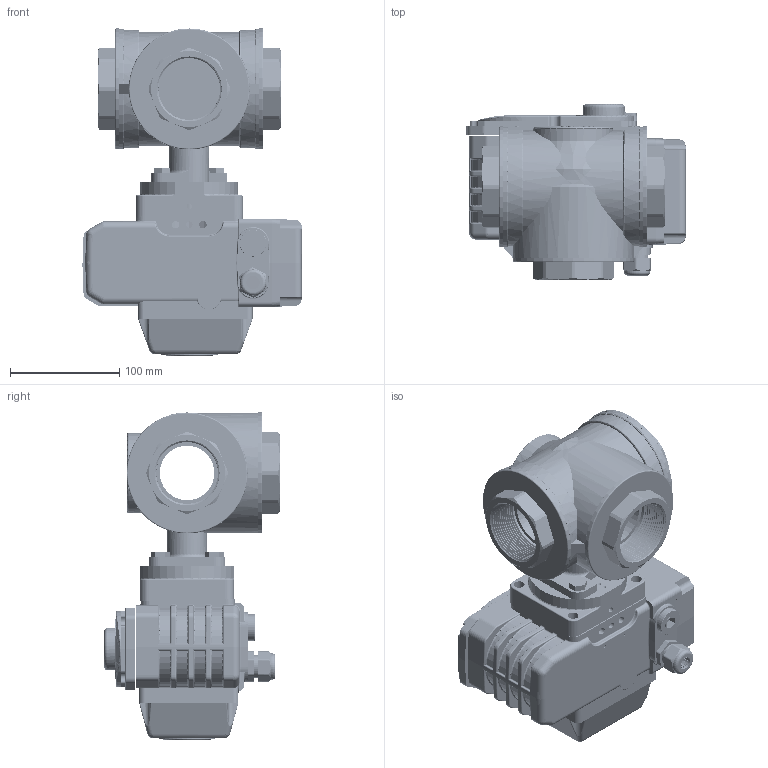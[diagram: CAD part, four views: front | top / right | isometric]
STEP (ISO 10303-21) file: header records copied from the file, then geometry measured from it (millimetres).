
FILE_DESCRIPTION(/* description */ ('Unknown'),/* implementation_level */ '2;1');
FILE_NAME(/* name */ 'AE09_AE10 0837_0838-09',/* time_stamp */ '2023-07-18T13:07:55+02:00',/* author */ ('Unknown'),/* organization */ ('Unknown'),/* preprocessor_version */ 'ST-DEVELOPER v18.102',/* originating_system */ 'Solid Edge',/* authorisation */ 'Unknown');
FILE_SCHEMA (('AUTOMOTIVE_DESIGN {1 0 10303 214 3 1 1}'));
Length unit declared in the file: millimetre
Products named in the file (52): AE100_103-2.330_335.050; 2.330_335.050; 351-09-002; 351-09-005; 351-09-001; M8x20; AE09_AE10_(AE100_103); 癹弇羲壽; 萇蚾裔蝶菜; S倰眊极蜊婖2016-5-25; NQ10-034 梓僅啣; 盄坶1; 癹弇羲壽_0; 秶郘裔蝶菜2015蜊輛; S倰薊粣ん; 癹弇羲壽_1; NQ10-035 噩え; S型驱动盖20190829; NQ10-033 硌渀; 盄坶2; 癹弇羲壽_2; 萇蚾裔; S型电动执行机构直装平视20190830; S倰眊极蜊婖2016-5-25_0; 驱动盖组件; S型驱动盖20190829_0; 驱动盖胶垫; 萇蚾窒璃; 癹弇羲壽_3; 癹弇羲壽笢潔輸; NQ10-034 梓僅啣_0; NQ10-033 硌渀_0; 秶郘裔郪璃; S倰秶郘裔 蜊; 秶郘裔蝶菜2015蜊輛_0; 萇蚾裔窒璃; 萇蚾裔_0; 萇蚾裔蝶菜_0; NQ10-035 噩え_0; NQ10-037 忒雄紱釬諳裔 ...
Assembly tree (58 placements, depth 5):
  AE100_103-2.330_335.050
    2.330_335.050
      351-09-002  x3
      351-09-005
      351-09-001
    M8x20  x3
    AE09_AE10_(AE100_103)
      癹弇羲壽
      萇蚾裔蝶菜
      S倰眊极蜊婖2016-5-25
      NQ10-034 梓僅啣
      盄坶1
      癹弇羲壽_0
      秶郘裔蝶菜2015蜊輛
      S倰薊粣ん
      癹弇羲壽_1
      NQ10-035 噩え
      S型驱动盖20190829
      NQ10-033 硌渀
      盄坶2
      癹弇羲壽_2
      萇蚾裔
      S型电动执行机构直装平视20190830
        S倰眊极蜊婖2016-5-25_0
        驱动盖组件
          S型驱动盖20190829_0
          驱动盖胶垫
        萇蚾窒璃
          癹弇羲壽_3  x4
          癹弇羲壽笢潔輸
        NQ10-034 梓僅啣_0
        NQ10-033 硌渀_0
        秶郘裔郪璃
          S倰秶郘裔 蜊
          秶郘裔蝶菜2015蜊輛_0
        萇蚾裔窒璃
          萇蚾裔_0
          萇蚾裔蝶菜_0
          NQ10-035 噩え_0
        NQ10-037 忒雄紱釬諳裔
        盄坶
          盄坶1_0
          盄坶2_0
        盄黑
        S倰薊粣ん_0
        假蚾啣
      假蚾啣_0
      癹弇羲壽笢潔輸_0
      NQ10-037 忒雄紱釬諳裔_0
      驱动盖胶垫_0
      S倰秶郘裔 蜊_0
      盄黑_0
Bounding box: 201 x 161 x 300 mm (x, y, z)
Volume: 2286580.9 mm3; surface area: 548701.2 mm2
Topology: 37 solids, 37 shells, 3526 faces, 9640 edges, 6293 vertices
Faces by surface type: plane 1903, cylinder 1025, bspline 294, torus 161, cone 101, sphere 42
Full cylindrical faces by diameter (mm): 2.5 x7, 3 x8, 3.2 x12, 3.3 x15, 3.5 x1, 4.2 x7, 4.5 x8, 4.8 x14, 5 x13, 5.5 x6, 6 x2, 6.5 x4, 6.8 x10, 7 x19, 8 x4, 8.5 x1, 9 x3, 10 x4, 12.3 x1, 13.2 x1, 13.5 x1, 13.8 x1, 14 x1, 15 x1, 16.5 x2, 18.7 x1, 19 x2, 19.16 x1, 20 x1, 21 x7
Entity records: 127163 total; most frequent: CARTESIAN_POINT 51072, ORIENTED_EDGE 15948, DIRECTION 14867, EDGE_CURVE 7974, VERTEX_POINT 5374, AXIS2_PLACEMENT_3D 5180, LINE 4507, VECTOR 4507
